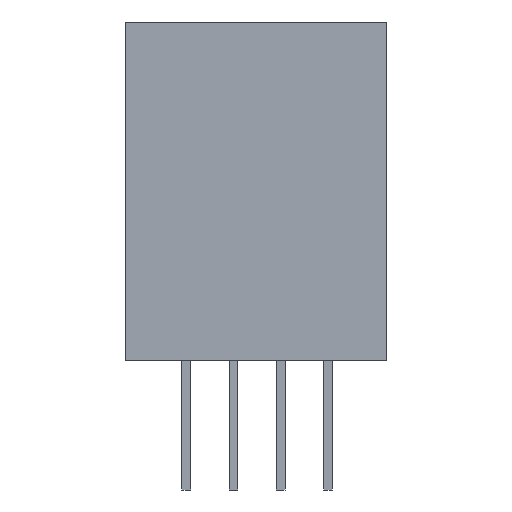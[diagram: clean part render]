
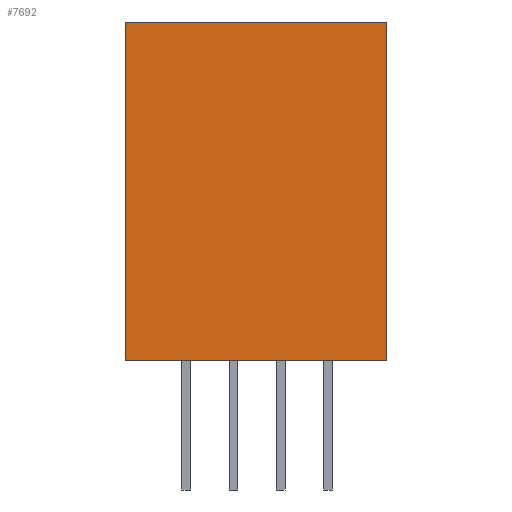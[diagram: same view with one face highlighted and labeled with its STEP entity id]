
A CAD part, front view. The second image highlights one B-rep face of the part: STEP entity #7692.
In plain terms, the highlighted face is planar.
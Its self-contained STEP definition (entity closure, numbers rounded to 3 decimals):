
#364=FACE_OUTER_BOUND('',#770,.T.);
#770=EDGE_LOOP('',(#5659,#5660,#5661,#5662));
#1419=LINE('',#11058,#2467);
#1423=LINE('',#11066,#2471);
#1426=LINE('',#11072,#2474);
#1429=LINE('',#11077,#2477);
#2467=VECTOR('',#9062,10.);
#2471=VECTOR('',#9068,10.);
#2474=VECTOR('',#9073,10.);
#2477=VECTOR('',#9078,10.);
#3419=VERTEX_POINT('',#11056);
#3420=VERTEX_POINT('',#11057);
#3423=VERTEX_POINT('',#11065);
#3425=VERTEX_POINT('',#11071);
#4244=EDGE_CURVE('',#3419,#3420,#1419,.T.);
#4248=EDGE_CURVE('',#3420,#3423,#1423,.T.);
#4251=EDGE_CURVE('',#3423,#3425,#1426,.T.);
#4254=EDGE_CURVE('',#3425,#3419,#1429,.T.);
#5659=ORIENTED_EDGE('',*,*,#4254,.T.);
#5660=ORIENTED_EDGE('',*,*,#4244,.T.);
#5661=ORIENTED_EDGE('',*,*,#4248,.T.);
#5662=ORIENTED_EDGE('',*,*,#4251,.T.);
#7311=PLANE('',#8177);
#7692=ADVANCED_FACE('',(#364),#7311,.F.);
#8177=AXIS2_PLACEMENT_3D('',#11080,#9082,#9083);
#9062=DIRECTION('',(0.,1.,0.));
#9068=DIRECTION('',(1.,0.,0.));
#9073=DIRECTION('',(0.,-1.,0.));
#9078=DIRECTION('',(-1.,0.,0.));
#9082=DIRECTION('center_axis',(0.,0.,1.));
#9083=DIRECTION('ref_axis',(1.,0.,0.));
#11056=CARTESIAN_POINT('',(-10.,14.5,0.));
#11057=CARTESIAN_POINT('',(-10.,30.,0.));
#11058=CARTESIAN_POINT('',(-10.,14.5,0.));
#11065=CARTESIAN_POINT('',(2.,30.,0.));
#11066=CARTESIAN_POINT('',(-10.,30.,0.));
#11071=CARTESIAN_POINT('',(2.,14.5,0.));
#11072=CARTESIAN_POINT('',(2.,30.,0.));
#11077=CARTESIAN_POINT('',(2.,14.5,0.));
#11080=CARTESIAN_POINT('Origin',(-4.,22.25,0.));
